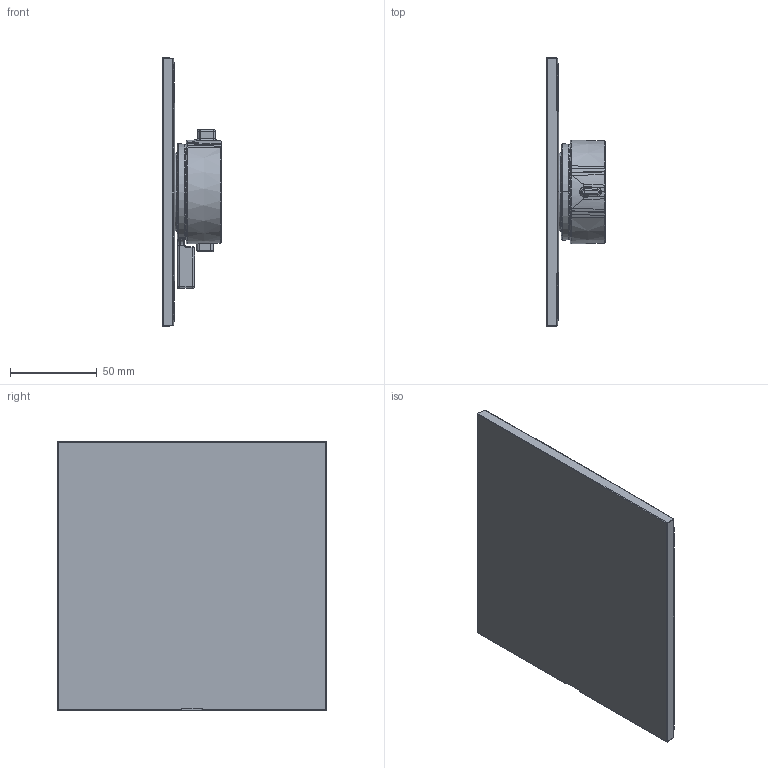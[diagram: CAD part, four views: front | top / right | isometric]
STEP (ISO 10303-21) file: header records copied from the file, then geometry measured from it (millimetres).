
FILE_DESCRIPTION(('3DEXPERIENCE STEP','CAx-IF Rec.Pracs.--- Model Styling and Organization---1.5--- 2016-08-15','CAx-IF Rec.Pracs.---Supplemental Geometry---1.0---2011-11-01','CAx-IF Rec.Pracs.--- Composite Materials ---3.4---2017-06-13','CAx-IF Rec.Pracs.---Tessellated 3D Geometry---1.0---2015-12-17'),'2;1');
FILE_NAME('prd-HG-00639107.stp','2024-02-23T12:13:52+00:00',('none'),('none'),'3DEXPERIENCE Platform3DEXPERIENCE R2023x HotFix 5','3DEXPERIENCE Platform STEP AP242 v2','none');
FILE_SCHEMA(('AP242_MANAGED_MODEL_BASED_3D_ENGINEERING_MIM_LF {1 0 10303 442 1 1 4}'));
Length unit declared in the file: millimetre
Products named in the file (7): P-2_HG_Ecostat_Comf_E_Therm_UP_1_Verbr; P-2_Volumengriff_ECOBOXN_KVZ35; P-2_Sichtrosette_Square_1V_ECOBOXN; P-2_Traegerrosette_ECOBOXN; V5_P_2_Taste_Therm.griff_Select_iBox_Next; P-2_Thermostatgriff_iBox_next_T30; P-2_Thermostatgriff_iBox_Next_T30
Assembly tree (7 placements, depth 3):
  P-2_HG_Ecostat_Comf_E_Therm_UP_1_Verbr
    P-2_Volumengriff_ECOBOXN_KVZ35
    P-2_Sichtrosette_Square_1V_ECOBOXN
    P-2_Traegerrosette_ECOBOXN
    V5_P_2_Taste_Therm.griff_Select_iBox_Next
    P-2_Thermostatgriff_iBox_next_T30
      P-2_Thermostatgriff_iBox_Next_T30
      V5_P_2_Taste_Therm.griff_Select_iBox_Next
Bounding box: 33.85 x 155 x 155 mm (x, y, z)
Volume: 239387.3 mm3; surface area: 73109.1 mm2
Topology: 6 solids, 6 shells, 324 faces, 762 edges, 435 vertices
Faces by surface type: bspline 133, cylinder 73, plane 61, torus 29, cone 16, sphere 12
Entity records: 13983 total; most frequent: CARTESIAN_POINT 8365, ORIENTED_EDGE 1378, EDGE_CURVE 689, DIRECTION 648, VERTEX_POINT 403, B_SPLINE_CURVE_WITH_KNOTS 393, AXIS2_PLACEMENT_3D 353, EDGE_LOOP 300
